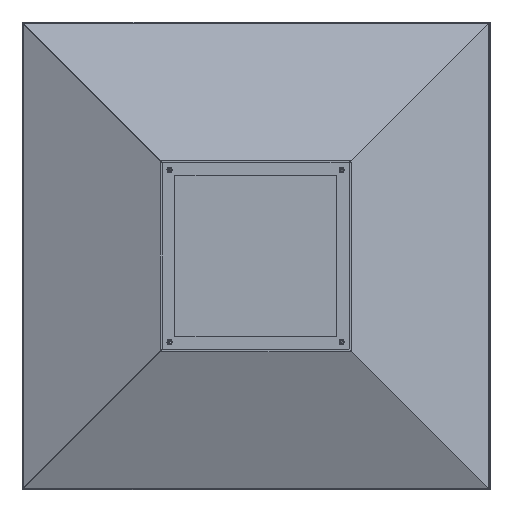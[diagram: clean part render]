
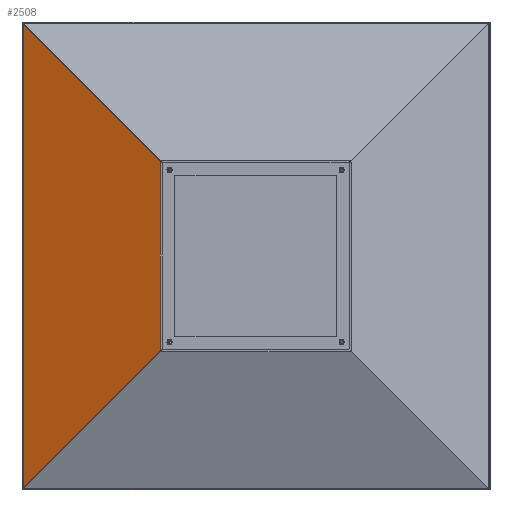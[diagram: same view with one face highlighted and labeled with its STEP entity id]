
A CAD part, front view. The second image highlights one B-rep face of the part: STEP entity #2508.
In plain terms, the highlighted face is planar.
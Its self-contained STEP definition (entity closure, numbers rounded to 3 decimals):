
#7 = VERTEX_POINT ( 'NONE', #6305 ) ;
#149 = EDGE_CURVE ( 'NONE', #7290, #5812, #5563, .T. ) ;
#548 = DIRECTION ( 'NONE',  ( -0.676, -0.293, 0.676 ) ) ;
#811 = CARTESIAN_POINT ( 'NONE',  ( 99.704, 0., -100.5 ) ) ;
#836 = ORIENTED_EDGE ( 'NONE', *, *, #8696, .T. ) ;
#1067 = VECTOR ( 'NONE', #5977, 1000. ) ;
#1226 = VERTEX_POINT ( 'NONE', #6751 ) ;
#1742 = DIRECTION ( 'NONE',  ( 0., 0.398, -0.917 ) ) ;
#2130 = CARTESIAN_POINT ( 'NONE',  ( 0., 194.248, -548.193 ) ) ;
#2508 = ADVANCED_FACE ( 'NONE', ( #3943 ), #3287, .T. ) ;
#2597 = CARTESIAN_POINT ( 'NONE',  ( -60.45, 0.022, -100.55 ) ) ;
#2727 = LINE ( 'NONE', #8947, #9053 ) ;
#2888 = LINE ( 'NONE', #2130, #6783 ) ;
#3192 = CARTESIAN_POINT ( 'NONE',  ( 0., -43.606, 0. ) ) ;
#3207 = EDGE_CURVE ( 'NONE', #7888, #7290, #8494, .T. ) ;
#3287 = PLANE ( 'NONE',  #4594 ) ;
#3548 = ORIENTED_EDGE ( 'NONE', *, *, #4161, .T. ) ;
#3694 = EDGE_LOOP ( 'NONE', ( #4204, #7845, #5108, #836, #3548, #4494 ) ) ;
#3943 = FACE_OUTER_BOUND ( 'NONE', #3694, .T. ) ;
#4151 = CARTESIAN_POINT ( 'NONE',  ( -60.45, -43.606, 0. ) ) ;
#4161 = EDGE_CURVE ( 'NONE', #7, #7888, #5076, .T. ) ;
#4190 = CARTESIAN_POINT ( 'NONE',  ( 0.432, -43.448, -0.364 ) ) ;
#4204 = ORIENTED_EDGE ( 'NONE', *, *, #149, .T. ) ;
#4494 = ORIENTED_EDGE ( 'NONE', *, *, #3207, .T. ) ;
#4594 = AXIS2_PLACEMENT_3D ( 'NONE', #3192, #5505, #8570 ) ;
#5064 = EDGE_CURVE ( 'NONE', #5812, #1226, #2727, .T. ) ;
#5076 = LINE ( 'NONE', #7437, #6160 ) ;
#5108 = ORIENTED_EDGE ( 'NONE', *, *, #6231, .T. ) ;
#5425 = VERTEX_POINT ( 'NONE', #5676 ) ;
#5483 = CARTESIAN_POINT ( 'NONE',  ( -100.5, 0., -100.5 ) ) ;
#5505 = DIRECTION ( 'NONE',  ( 0., -0.917, -0.398 ) ) ;
#5533 = DIRECTION ( 'NONE',  ( -1., 0., 0. ) ) ;
#5563 = LINE ( 'NONE', #4151, #7183 ) ;
#5676 = CARTESIAN_POINT ( 'NONE',  ( -547.397, 194.248, -548.193 ) ) ;
#5812 = VERTEX_POINT ( 'NONE', #2597 ) ;
#5977 = DIRECTION ( 'NONE',  ( -0.676, 0.293, -0.676 ) ) ;
#6100 = VECTOR ( 'NONE', #5533, 1000. ) ;
#6160 = VECTOR ( 'NONE', #548, 1000. ) ;
#6231 = EDGE_CURVE ( 'NONE', #1226, #5425, #8191, .T. ) ;
#6305 = CARTESIAN_POINT ( 'NONE',  ( 547.397, 194.248, -548.193 ) ) ;
#6751 = CARTESIAN_POINT ( 'NONE',  ( -99.754, 0.022, -100.55 ) ) ;
#6783 = VECTOR ( 'NONE', #9917, 1000. ) ;
#7183 = VECTOR ( 'NONE', #1742, 1000. ) ;
#7290 = VERTEX_POINT ( 'NONE', #8716 ) ;
#7437 = CARTESIAN_POINT ( 'NONE',  ( -0.432, -43.448, -0.364 ) ) ;
#7845 = ORIENTED_EDGE ( 'NONE', *, *, #5064, .T. ) ;
#7888 = VERTEX_POINT ( 'NONE', #811 ) ;
#8191 = LINE ( 'NONE', #4190, #1067 ) ;
#8494 = LINE ( 'NONE', #5483, #6100 ) ;
#8570 = DIRECTION ( 'NONE',  ( 0., 0.398, -0.917 ) ) ;
#8696 = EDGE_CURVE ( 'NONE', #5425, #7, #2888, .T. ) ;
#8716 = CARTESIAN_POINT ( 'NONE',  ( -60.45, 0., -100.5 ) ) ;
#8805 = DIRECTION ( 'NONE',  ( -1., 0., 0. ) ) ;
#8947 = CARTESIAN_POINT ( 'NONE',  ( 0., 0.022, -100.55 ) ) ;
#9053 = VECTOR ( 'NONE', #8805, 1000. ) ;
#9917 = DIRECTION ( 'NONE',  ( 1., 0., 0. ) ) ;
